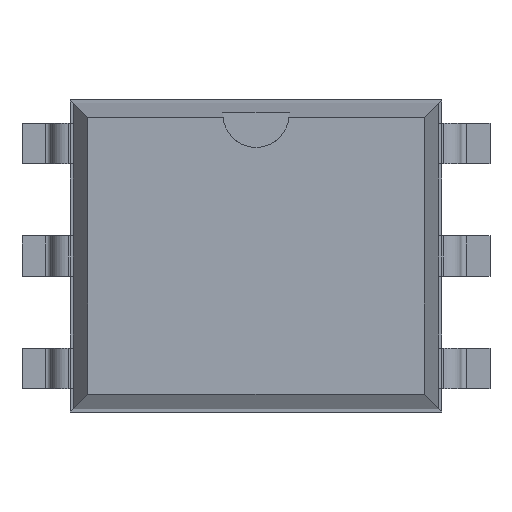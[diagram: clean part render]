
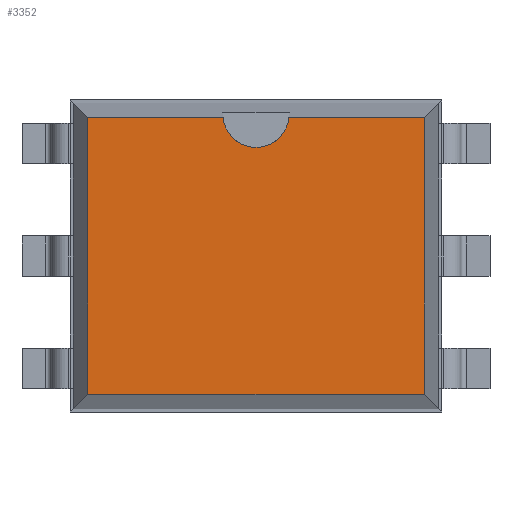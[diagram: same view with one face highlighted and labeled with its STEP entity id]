
A CAD part, top view. The second image highlights one B-rep face of the part: STEP entity #3352.
In plain terms, the highlighted planar face has unit normal (0, 0, 1).
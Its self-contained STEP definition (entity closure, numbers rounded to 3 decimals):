
#2220 = VERTEX_POINT('',#2221);
#2221 = CARTESIAN_POINT('',(3.801,3.126,3.68));
#2226 = EDGE_CURVE('',#2227,#2220,#2229,.T.);
#2227 = VERTEX_POINT('',#2228);
#2228 = CARTESIAN_POINT('',(3.801,-3.126,3.68));
#2229 = LINE('',#2230,#2231);
#2230 = CARTESIAN_POINT('',(3.801,-3.126,3.68));
#2231 = VECTOR('',#2232,1.);
#2232 = DIRECTION('',(0.,1.,0.));
#2745 = VERTEX_POINT('',#2746);
#2746 = CARTESIAN_POINT('',(-3.801,3.126,3.68));
#2751 = EDGE_CURVE('',#2752,#2745,#2754,.T.);
#2752 = VERTEX_POINT('',#2753);
#2753 = CARTESIAN_POINT('',(-0.746,3.126,3.68));
#2754 = LINE('',#2755,#2756);
#2755 = CARTESIAN_POINT('',(3.801,3.126,3.68));
#2756 = VECTOR('',#2757,1.);
#2757 = DIRECTION('',(-1.,0.,0.));
#2777 = VERTEX_POINT('',#2778);
#2778 = CARTESIAN_POINT('',(0.746,3.126,3.68));
#2786 = EDGE_CURVE('',#2220,#2777,#2787,.T.);
#2787 = LINE('',#2788,#2789);
#2788 = CARTESIAN_POINT('',(3.801,3.126,3.68));
#2789 = VECTOR('',#2790,1.);
#2790 = DIRECTION('',(-1.,0.,0.));
#2823 = VERTEX_POINT('',#2824);
#2824 = CARTESIAN_POINT('',(-3.801,-3.126,3.68));
#2829 = EDGE_CURVE('',#2745,#2823,#2830,.T.);
#2830 = LINE('',#2831,#2832);
#2831 = CARTESIAN_POINT('',(-3.801,3.126,3.68));
#2832 = VECTOR('',#2833,1.);
#2833 = DIRECTION('',(0.,-1.,0.));
#3341 = EDGE_CURVE('',#2823,#2227,#3342,.T.);
#3342 = LINE('',#3343,#3344);
#3343 = CARTESIAN_POINT('',(-3.801,-3.126,3.68));
#3344 = VECTOR('',#3345,1.);
#3345 = DIRECTION('',(1.,0.,0.));
#3352 = ADVANCED_FACE('',(#3353),#3376,.F.);
#3353 = FACE_BOUND('',#3354,.F.);
#3354 = EDGE_LOOP('',(#3355,#3356,#3357,#3358,#3359,#3368,#3375));
#3355 = ORIENTED_EDGE('',*,*,#2226,.F.);
#3356 = ORIENTED_EDGE('',*,*,#3341,.F.);
#3357 = ORIENTED_EDGE('',*,*,#2829,.F.);
#3358 = ORIENTED_EDGE('',*,*,#2751,.F.);
#3359 = ORIENTED_EDGE('',*,*,#3360,.F.);
#3360 = EDGE_CURVE('',#3361,#2752,#3363,.T.);
#3361 = VERTEX_POINT('',#3362);
#3362 = CARTESIAN_POINT('',(0.,2.451,3.68));
#3363 = CIRCLE('',#3364,0.75);
#3364 = AXIS2_PLACEMENT_3D('',#3365,#3366,#3367);
#3365 = CARTESIAN_POINT('',(0.,3.201,3.68));
#3366 = DIRECTION('',(0.,0.,-1.));
#3367 = DIRECTION('',(0.,-1.,0.));
#3368 = ORIENTED_EDGE('',*,*,#3369,.F.);
#3369 = EDGE_CURVE('',#2777,#3361,#3370,.T.);
#3370 = CIRCLE('',#3371,0.75);
#3371 = AXIS2_PLACEMENT_3D('',#3372,#3373,#3374);
#3372 = CARTESIAN_POINT('',(0.,3.201,3.68));
#3373 = DIRECTION('',(0.,0.,-1.));
#3374 = DIRECTION('',(0.,-1.,0.));
#3375 = ORIENTED_EDGE('',*,*,#2786,.F.);
#3376 = PLANE('',#3377);
#3377 = AXIS2_PLACEMENT_3D('',#3378,#3379,#3380);
#3378 = CARTESIAN_POINT('',(3.801,-3.126,3.68));
#3379 = DIRECTION('',(0.,0.,-1.));
#3380 = DIRECTION('',(-0.772,0.635,0.));
